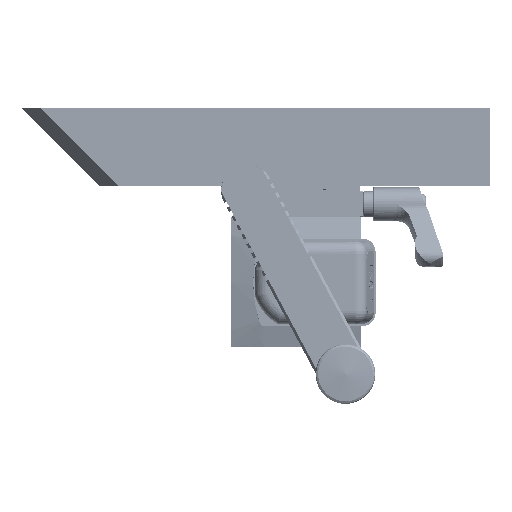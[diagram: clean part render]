
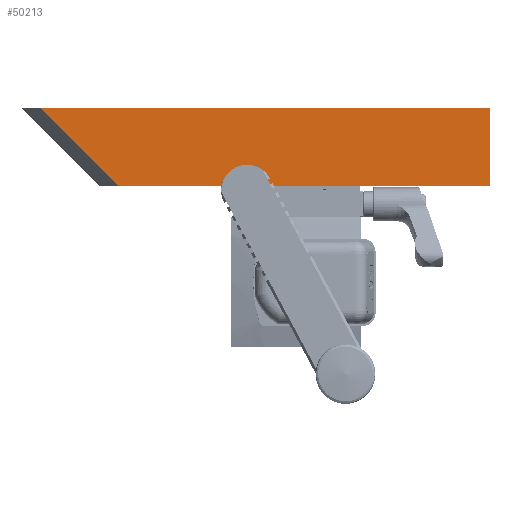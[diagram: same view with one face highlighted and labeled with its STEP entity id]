
A CAD part, front view. The second image highlights one B-rep face of the part: STEP entity #50213.
In plain terms, the highlighted planar face has unit normal (0, -1, 0).
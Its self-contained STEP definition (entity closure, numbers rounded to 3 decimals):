
#2574=LINE('',#72434,#6024);
#2581=LINE('',#72449,#6031);
#2585=LINE('',#72457,#6035);
#2587=LINE('',#72461,#6037);
#6024=VECTOR('',#59209,1000.);
#6031=VECTOR('',#59218,1000.);
#6035=VECTOR('',#59224,1000.);
#6037=VECTOR('',#59230,1000.);
#8486=PLANE('',#52776);
#13996=ORIENTED_EDGE('',*,*,#22123,.T.);
#13997=ORIENTED_EDGE('',*,*,#22129,.T.);
#13998=ORIENTED_EDGE('',*,*,#22127,.T.);
#13999=ORIENTED_EDGE('',*,*,#22116,.T.);
#22116=EDGE_CURVE('',#26605,#26606,#2574,.T.);
#22123=EDGE_CURVE('',#26606,#26611,#2581,.T.);
#22127=EDGE_CURVE('',#26612,#26605,#2585,.T.);
#22129=EDGE_CURVE('',#26611,#26612,#2587,.T.);
#26605=VERTEX_POINT('',#72435);
#26606=VERTEX_POINT('',#72436);
#26611=VERTEX_POINT('',#72448);
#26612=VERTEX_POINT('',#72452);
#30914=EDGE_LOOP('',(#13996,#13997,#13998,#13999));
#33510=FACE_BOUND('',#30914,.T.);
#50213=ADVANCED_FACE('',(#33510),#8486,.T.);
#52776=AXIS2_PLACEMENT_3D('',#72460,#59228,#59229);
#59209=DIRECTION('',(-1.,0.,0.));
#59218=DIRECTION('',(0.,0.,-1.));
#59224=DIRECTION('',(0.,0.,1.));
#59228=DIRECTION('',(0.,-1.,0.));
#59229=DIRECTION('',(0.,0.,-1.));
#59230=DIRECTION('',(0.707,0.,0.707));
#72434=CARTESIAN_POINT('',(0.,-5.,150.));
#72435=CARTESIAN_POINT('',(0.,-5.,150.));
#72436=CARTESIAN_POINT('',(-30.,-5.,150.));
#72448=CARTESIAN_POINT('',(-30.,-5.,-22.929));
#72449=CARTESIAN_POINT('',(-30.,-5.,150.));
#72452=CARTESIAN_POINT('',(0.,-5.,7.071));
#72457=CARTESIAN_POINT('',(0.,-5.,0.));
#72460=CARTESIAN_POINT('',(0.,-5.,0.));
#72461=CARTESIAN_POINT('',(-3.536,-5.,3.536));
